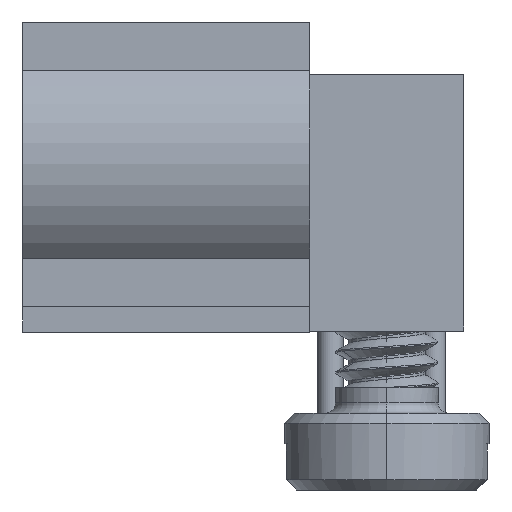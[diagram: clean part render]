
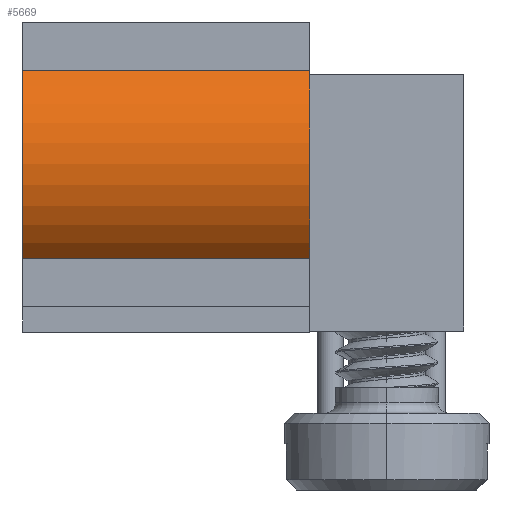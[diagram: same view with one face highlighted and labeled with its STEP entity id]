
A CAD part, left-side view. The second image highlights one B-rep face of the part: STEP entity #5669.
In plain terms, the highlighted cylindrical face has radius 2.5 mm (diameter 5 mm), a partial arc.
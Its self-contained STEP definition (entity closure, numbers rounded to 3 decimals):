
#80=CARTESIAN_POINT('',(-9.5,3.4,0.));
#81=DIRECTION('',(0.,-1.,0.));
#82=DIRECTION('',(-0.68,0.,0.733));
#83=AXIS2_PLACEMENT_3D('',#80,#81,#82);
#566=CARTESIAN_POINT('',(-9.5,-2.2,0.));
#567=DIRECTION('',(0.,-1.,0.));
#568=DIRECTION('',(-0.68,0.,0.733));
#569=AXIS2_PLACEMENT_3D('',#566,#567,#568);
#2807=DIRECTION('',(0.,-1.,0.));
#2808=VECTOR('',#2807,5.6);
#2809=CARTESIAN_POINT('',(-11.2,3.4,1.833));
#2810=LINE('',#2809,#2808);
#2814=DIRECTION('',(0.,-1.,0.));
#2815=VECTOR('',#2814,5.6);
#2816=CARTESIAN_POINT('',(-11.2,3.4,-1.833));
#2817=LINE('',#2816,#2815);
#3211=CARTESIAN_POINT('',(-11.2,3.4,1.833));
#3213=VERTEX_POINT('',#3211);
#3214=CARTESIAN_POINT('',(-11.2,3.4,-1.833));
#3215=VERTEX_POINT('',#3214);
#3220=CARTESIAN_POINT('',(-11.2,-2.2,1.833));
#3221=VERTEX_POINT('',#3220);
#3222=CARTESIAN_POINT('',(-11.2,-2.2,-1.833));
#3223=VERTEX_POINT('',#3222);
#5657=CARTESIAN_POINT('',(-9.5,3.4,0.));
#5658=DIRECTION('',(0.,-1.,0.));
#5659=DIRECTION('',(-1.,0.,0.));
#5660=AXIS2_PLACEMENT_3D('',#5657,#5658,#5659);
#5661=CYLINDRICAL_SURFACE('',#5660,2.5);
#5662=ORIENTED_EDGE('',*,*,#3335,.F.);
#5663=ORIENTED_EDGE('',*,*,#5652,.T.);
#5664=ORIENTED_EDGE('',*,*,#3657,.T.);
#5666=ORIENTED_EDGE('',*,*,#5665,.F.);
#5667=EDGE_LOOP('',(#5662,#5663,#5664,#5666));
#5668=FACE_OUTER_BOUND('',#5667,.F.);
#5669=ADVANCED_FACE('',(#5668),#5661,.T.);
#84=CIRCLE('',#83,2.5);
#570=CIRCLE('',#569,2.5);
#3335=EDGE_CURVE('',#3213,#3215,#84,.T.);
#3657=EDGE_CURVE('',#3221,#3223,#570,.T.);
#5652=EDGE_CURVE('',#3213,#3221,#2810,.T.);
#5665=EDGE_CURVE('',#3215,#3223,#2817,.T.);
